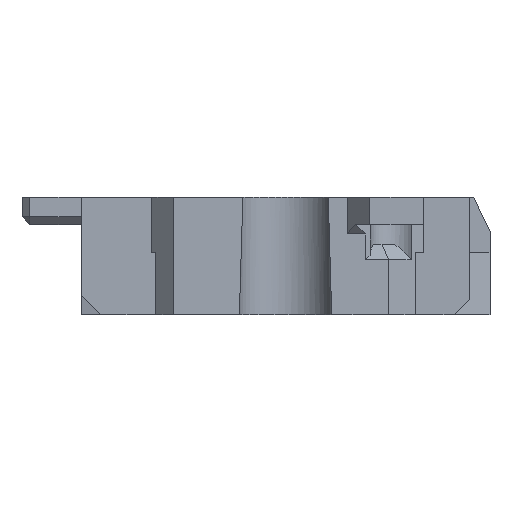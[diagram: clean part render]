
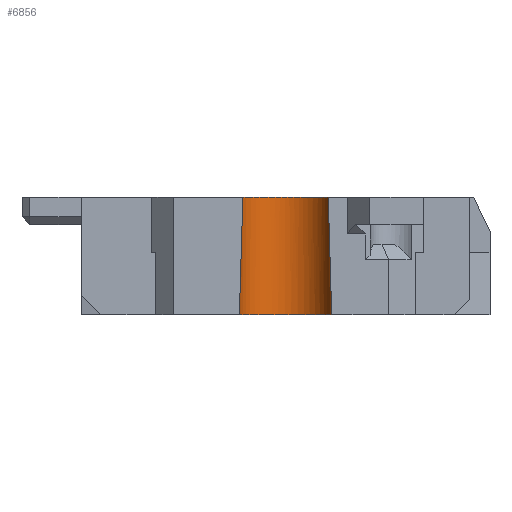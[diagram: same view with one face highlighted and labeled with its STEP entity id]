
A CAD part, front view. The second image highlights one B-rep face of the part: STEP entity #6856.
In plain terms, the highlighted cylindrical face has radius 6 mm (diameter 12 mm), a partial arc.
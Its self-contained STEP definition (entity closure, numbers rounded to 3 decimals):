
#585=CARTESIAN_POINT('',(50.096,14.779,62.035));
#586=VERTEX_POINT('',#585);
#593=CARTESIAN_POINT('',(60.956,14.779,62.035));
#594=VERTEX_POINT('',#593);
#595=CARTESIAN_POINT('',(50.096,14.779,62.035));
#596=CARTESIAN_POINT('',(50.289,15.19,62.035));
#597=CARTESIAN_POINT('',(50.542,15.61,62.035));
#598=CARTESIAN_POINT('',(50.868,16.013,62.035));
#599=CARTESIAN_POINT('',(51.195,16.416,62.035));
#600=CARTESIAN_POINT('',(51.595,16.803,62.035));
#601=CARTESIAN_POINT('',(52.066,17.137,62.035));
#602=CARTESIAN_POINT('',(52.537,17.471,62.035));
#603=CARTESIAN_POINT('',(53.08,17.751,62.035));
#604=CARTESIAN_POINT('',(53.668,17.943,62.035));
#605=CARTESIAN_POINT('',(54.257,18.136,62.035));
#606=CARTESIAN_POINT('',(54.891,18.239,62.035));
#607=CARTESIAN_POINT('',(55.526,18.239,62.035));
#608=CARTESIAN_POINT('',(56.161,18.239,62.035));
#609=CARTESIAN_POINT('',(56.795,18.136,62.035));
#610=CARTESIAN_POINT('',(57.384,17.943,62.035));
#611=CARTESIAN_POINT('',(57.973,17.751,62.035));
#612=CARTESIAN_POINT('',(58.516,17.471,62.035));
#613=CARTESIAN_POINT('',(58.987,17.137,62.035));
#614=CARTESIAN_POINT('',(59.458,16.803,62.035));
#615=CARTESIAN_POINT('',(59.858,16.416,62.035));
#616=CARTESIAN_POINT('',(60.184,16.013,62.035));
#617=CARTESIAN_POINT('',(60.51,15.61,62.035));
#618=CARTESIAN_POINT('',(60.764,15.19,62.035));
#619=CARTESIAN_POINT('',(60.956,14.779,62.035));
#620=B_SPLINE_CURVE_WITH_KNOTS('',3,(#595,#596,#597,#598,#599,#600,#601,#602,#603,#604,#605,#606,#607,#608,#609,#610,#611,#612,#613,#614,#615,#616,#617,#618,#619),.UNSPECIFIED.,.F.,.F.,(4,3,3,3,3,3,3,3,4),(5.152,5.435,5.718,6.,6.283,6.566,6.849,7.132,7.415),.UNSPECIFIED.);
#621=EDGE_CURVE('',#586,#594,#620,.T.);
#6813=CARTESIAN_POINT('',(49.657,14.779,47.035));
#6814=VERTEX_POINT('',#6813);
#6821=CARTESIAN_POINT('',(50.096,14.779,62.035));
#6822=CARTESIAN_POINT('',(49.901,14.779,57.261));
#6823=CARTESIAN_POINT('',(49.752,14.779,52.195));
#6824=CARTESIAN_POINT('',(49.657,14.779,47.035));
#6825=B_SPLINE_CURVE_WITH_KNOTS('',3,(#6821,#6822,#6823,#6824),.UNSPECIFIED.,.F.,.F.,(4,4),(4.273,4.503),.UNSPECIFIED.);
#6826=EDGE_CURVE('',#586,#6814,#6825,.T.);
#6831=CARTESIAN_POINT('',(55.526,11.779,67.035));
#6832=DIRECTION('',(0.,0.087,-0.996));
#6833=DIRECTION('',(-0.,-0.996,-0.087));
#6834=AXIS2_PLACEMENT_3D('',#6831,#6832,#6833);
#6835=CYLINDRICAL_SURFACE('',#6834,6.);
#6836=ORIENTED_EDGE('',*,*,#621,.F.);
#6837=ORIENTED_EDGE('',*,*,#6826,.T.);
#6838=CARTESIAN_POINT('',(61.396,14.779,47.035));
#6839=VERTEX_POINT('',#6838);
#6840=CARTESIAN_POINT('',(55.526,13.529,47.035));
#6841=DIRECTION('',(-0.,-0.,1.));
#6842=DIRECTION('',(0.,1.,0.));
#6843=AXIS2_PLACEMENT_3D('',#6840,#6841,#6842);
#6844=ELLIPSE('',#6843,6.023,6.);
#6845=EDGE_CURVE('',#6839,#6814,#6844,.T.);
#6846=ORIENTED_EDGE('',*,*,#6845,.F.);
#6847=CARTESIAN_POINT('',(60.956,14.779,62.035));
#6848=CARTESIAN_POINT('',(61.152,14.779,57.261));
#6849=CARTESIAN_POINT('',(61.3,14.779,52.195));
#6850=CARTESIAN_POINT('',(61.396,14.779,47.035));
#6851=B_SPLINE_CURVE_WITH_KNOTS('',3,(#6847,#6848,#6849,#6850),.UNSPECIFIED.,.F.,.F.,(4,4),(4.273,4.503),.UNSPECIFIED.);
#6852=EDGE_CURVE('',#594,#6839,#6851,.T.);
#6853=ORIENTED_EDGE('',*,*,#6852,.F.);
#6854=EDGE_LOOP('',(#6836,#6837,#6846,#6853));
#6855=FACE_BOUND('',#6854,.T.);
#6856=ADVANCED_FACE('NONE',(#6855),#6835,.F.);
